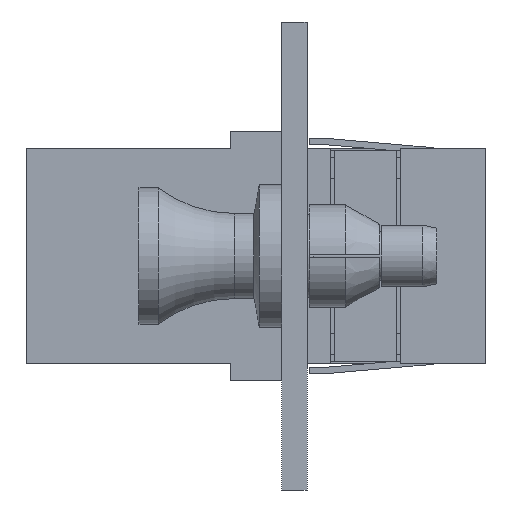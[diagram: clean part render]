
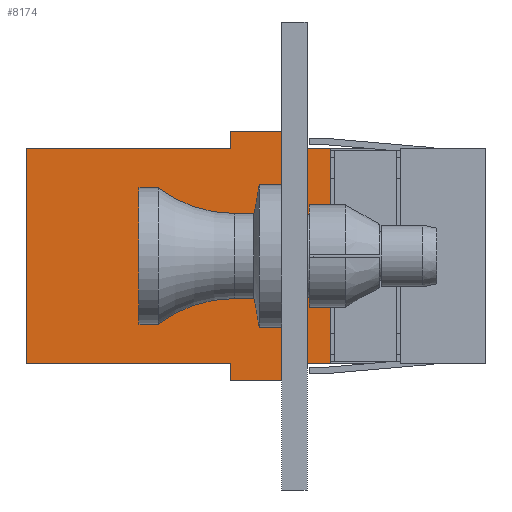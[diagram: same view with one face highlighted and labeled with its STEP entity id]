
A CAD part, left-side view. The second image highlights one B-rep face of the part: STEP entity #8174.
In plain terms, the highlighted face is planar.
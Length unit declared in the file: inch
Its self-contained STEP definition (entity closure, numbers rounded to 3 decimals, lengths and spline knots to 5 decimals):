
#212 = VECTOR ( 'NONE', #2243, 39.37008 ) ;
#222 = ORIENTED_EDGE ( 'NONE', *, *, #3635, .T. ) ;
#351 = CARTESIAN_POINT ( 'NONE',  ( 0.1825, -0.06, -0.252 ) ) ;
#495 = CARTESIAN_POINT ( 'NONE',  ( 0.1825, 0.175, 0.252 ) ) ;
#546 = LINE ( 'NONE', #4860, #5057 ) ;
#558 = CARTESIAN_POINT ( 'NONE',  ( 0.1825, 0.06, -0.293 ) ) ;
#591 = EDGE_CURVE ( 'NONE', #2070, #2263, #1715, .T. ) ;
#593 = CARTESIAN_POINT ( 'NONE',  ( 0.1825, 0.54, -0.252 ) ) ;
#659 = CARTESIAN_POINT ( 'NONE',  ( 0.1825, -0.06, -0.293 ) ) ;
#684 = CARTESIAN_POINT ( 'NONE',  ( 0.1825, -0.06, -0.293 ) ) ;
#782 = CARTESIAN_POINT ( 'NONE',  ( 0.1825, 0.06, 0.252 ) ) ;
#849 = LINE ( 'NONE', #3371, #3741 ) ;
#949 = DIRECTION ( 'NONE',  ( 0., 1., 0. ) ) ;
#1172 = CARTESIAN_POINT ( 'NONE',  ( 0.1825, -0.06, 0.293 ) ) ;
#1255 = EDGE_CURVE ( 'NONE', #2717, #2263, #1315, .T. ) ;
#1260 = CARTESIAN_POINT ( 'NONE',  ( 0.1825, -0.54, 0.252 ) ) ;
#1281 = VERTEX_POINT ( 'NONE', #351 ) ;
#1315 = LINE ( 'NONE', #2788, #212 ) ;
#1377 = EDGE_CURVE ( 'NONE', #4984, #3714, #1898, .T. ) ;
#1666 = VECTOR ( 'NONE', #6428, 39.37008 ) ;
#1680 = VERTEX_POINT ( 'NONE', #495 ) ;
#1715 = LINE ( 'NONE', #3389, #3117 ) ;
#1762 = ORIENTED_EDGE ( 'NONE', *, *, #6934, .F. ) ;
#1889 = VECTOR ( 'NONE', #7128, 39.37008 ) ;
#1898 = LINE ( 'NONE', #6778, #7422 ) ;
#1902 = VECTOR ( 'NONE', #3749, 39.37008 ) ;
#1945 = EDGE_CURVE ( 'NONE', #5659, #1281, #546, .T. ) ;
#2070 = VERTEX_POINT ( 'NONE', #1260 ) ;
#2115 = VERTEX_POINT ( 'NONE', #2668 ) ;
#2191 = DIRECTION ( 'NONE',  ( 0., 0., 1. ) ) ;
#2233 = DIRECTION ( 'NONE',  ( 0., -1., 0. ) ) ;
#2243 = DIRECTION ( 'NONE',  ( 0., 0., -1. ) ) ;
#2244 = PLANE ( 'NONE',  #4227 ) ;
#2263 = VERTEX_POINT ( 'NONE', #5972 ) ;
#2530 = VECTOR ( 'NONE', #2233, 39.37008 ) ;
#2660 = VECTOR ( 'NONE', #3838, 39.37008 ) ;
#2668 = CARTESIAN_POINT ( 'NONE',  ( 0.1825, 0.175, -0.252 ) ) ;
#2717 = VERTEX_POINT ( 'NONE', #1172 ) ;
#2788 = CARTESIAN_POINT ( 'NONE',  ( 0.1825, -0.06, -0.293 ) ) ;
#3117 = VECTOR ( 'NONE', #949, 39.37008 ) ;
#3188 = ORIENTED_EDGE ( 'NONE', *, *, #5872, .T. ) ;
#3327 = CARTESIAN_POINT ( 'NONE',  ( 0.1825, 0.06, -0.293 ) ) ;
#3371 = CARTESIAN_POINT ( 'NONE',  ( 0.1825, 0.175, 0.232 ) ) ;
#3389 = CARTESIAN_POINT ( 'NONE',  ( 0.1825, -0.54, 0.252 ) ) ;
#3402 = CARTESIAN_POINT ( 'NONE',  ( 0.1825, -0.54, 0.252 ) ) ;
#3442 = DIRECTION ( 'NONE',  ( -1., 0., 0. ) ) ;
#3491 = DIRECTION ( 'NONE',  ( 0., -1., 0. ) ) ;
#3577 = EDGE_CURVE ( 'NONE', #8166, #7101, #3975, .T. ) ;
#3635 = EDGE_CURVE ( 'NONE', #1281, #5700, #7994, .T. ) ;
#3714 = VERTEX_POINT ( 'NONE', #3916 ) ;
#3739 = ORIENTED_EDGE ( 'NONE', *, *, #7343, .T. ) ;
#3741 = VECTOR ( 'NONE', #4729, 39.37008 ) ;
#3749 = DIRECTION ( 'NONE',  ( 0., -1., 0. ) ) ;
#3838 = DIRECTION ( 'NONE',  ( 0., 0., -1. ) ) ;
#3916 = CARTESIAN_POINT ( 'NONE',  ( 0.1825, 0.06, -0.293 ) ) ;
#3975 = LINE ( 'NONE', #558, #1666 ) ;
#4227 = AXIS2_PLACEMENT_3D ( 'NONE', #4836, #3442, #2191 ) ;
#4342 = VECTOR ( 'NONE', #6666, 39.37008 ) ;
#4542 = FACE_OUTER_BOUND ( 'NONE', #4875, .T. ) ;
#4656 = LINE ( 'NONE', #6721, #5075 ) ;
#4729 = DIRECTION ( 'NONE',  ( 0., 0., 1. ) ) ;
#4805 = CARTESIAN_POINT ( 'NONE',  ( 0.1825, 0.06, 0.293 ) ) ;
#4836 = CARTESIAN_POINT ( 'NONE',  ( 0.1825, 0.06, -0.293 ) ) ;
#4860 = CARTESIAN_POINT ( 'NONE',  ( 0.1825, -0.54, -0.252 ) ) ;
#4875 = EDGE_LOOP ( 'NONE', ( #1762, #6545, #5704, #6470, #3739, #6924, #7158, #3188, #4899, #222, #5168, #5890 ) ) ;
#4899 = ORIENTED_EDGE ( 'NONE', *, *, #1945, .T. ) ;
#4984 = VERTEX_POINT ( 'NONE', #6667 ) ;
#5057 = VECTOR ( 'NONE', #5642, 39.37008 ) ;
#5075 = VECTOR ( 'NONE', #3491, 39.37008 ) ;
#5168 = ORIENTED_EDGE ( 'NONE', *, *, #5336, .F. ) ;
#5336 = EDGE_CURVE ( 'NONE', #3714, #5700, #6230, .T. ) ;
#5580 = LINE ( 'NONE', #3402, #4342 ) ;
#5642 = DIRECTION ( 'NONE',  ( 0., 1., 0. ) ) ;
#5659 = VERTEX_POINT ( 'NONE', #8273 ) ;
#5700 = VERTEX_POINT ( 'NONE', #684 ) ;
#5704 = ORIENTED_EDGE ( 'NONE', *, *, #6394, .T. ) ;
#5872 = EDGE_CURVE ( 'NONE', #2070, #5659, #5580, .T. ) ;
#5890 = ORIENTED_EDGE ( 'NONE', *, *, #1377, .F. ) ;
#5972 = CARTESIAN_POINT ( 'NONE',  ( 0.1825, -0.06, 0.252 ) ) ;
#6153 = EDGE_CURVE ( 'NONE', #2115, #1680, #849, .T. ) ;
#6230 = LINE ( 'NONE', #3327, #1889 ) ;
#6394 = EDGE_CURVE ( 'NONE', #1680, #7101, #6780, .T. ) ;
#6428 = DIRECTION ( 'NONE',  ( 0., 0., -1. ) ) ;
#6470 = ORIENTED_EDGE ( 'NONE', *, *, #3577, .F. ) ;
#6545 = ORIENTED_EDGE ( 'NONE', *, *, #6153, .T. ) ;
#6560 = LINE ( 'NONE', #593, #1902 ) ;
#6666 = DIRECTION ( 'NONE',  ( 0., 0., -1. ) ) ;
#6667 = CARTESIAN_POINT ( 'NONE',  ( 0.1825, 0.06, -0.252 ) ) ;
#6721 = CARTESIAN_POINT ( 'NONE',  ( 0.1825, 0.06, 0.293 ) ) ;
#6778 = CARTESIAN_POINT ( 'NONE',  ( 0.1825, 0.06, -0.293 ) ) ;
#6780 = LINE ( 'NONE', #7411, #2530 ) ;
#6924 = ORIENTED_EDGE ( 'NONE', *, *, #1255, .T. ) ;
#6934 = EDGE_CURVE ( 'NONE', #2115, #4984, #6560, .T. ) ;
#7101 = VERTEX_POINT ( 'NONE', #782 ) ;
#7128 = DIRECTION ( 'NONE',  ( 0., -1., 0. ) ) ;
#7158 = ORIENTED_EDGE ( 'NONE', *, *, #591, .F. ) ;
#7343 = EDGE_CURVE ( 'NONE', #8166, #2717, #4656, .T. ) ;
#7411 = CARTESIAN_POINT ( 'NONE',  ( 0.1825, 0.54, 0.252 ) ) ;
#7422 = VECTOR ( 'NONE', #7446, 39.37008 ) ;
#7446 = DIRECTION ( 'NONE',  ( 0., 0., -1. ) ) ;
#7994 = LINE ( 'NONE', #659, #2660 ) ;
#8166 = VERTEX_POINT ( 'NONE', #4805 ) ;
#8174 = ADVANCED_FACE ( 'NONE', ( #4542 ), #2244, .F. ) ;
#8273 = CARTESIAN_POINT ( 'NONE',  ( 0.1825, -0.54, -0.252 ) ) ;
